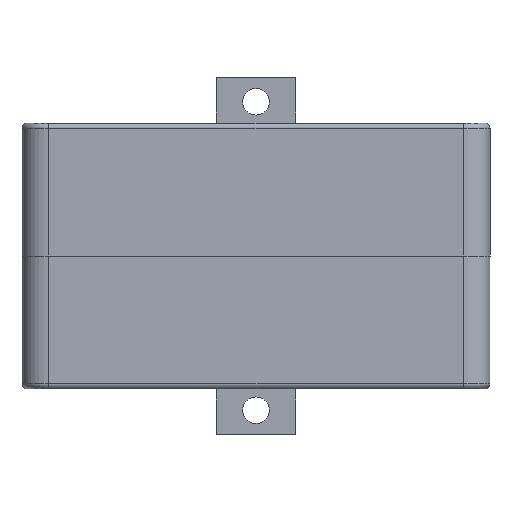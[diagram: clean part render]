
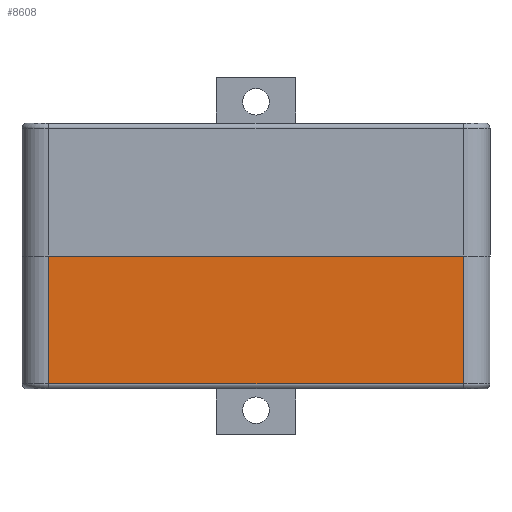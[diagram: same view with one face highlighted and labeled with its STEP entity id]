
A CAD part, front view. The second image highlights one B-rep face of the part: STEP entity #8608.
In plain terms, the highlighted planar face has unit normal (0, -1, 0).
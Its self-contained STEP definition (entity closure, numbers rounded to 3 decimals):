
#761 = DIRECTION ( 'NONE',  ( 0., 1., 0. ) ) ;
#4268 = CARTESIAN_POINT ( 'NONE',  ( -39., -46., 1. ) ) ;
#4871 = CARTESIAN_POINT ( 'NONE',  ( 0., -46., 1. ) ) ;
#5064 = DIRECTION ( 'NONE',  ( 1., 0., 0. ) ) ;
#5730 = ORIENTED_EDGE ( 'NONE', *, *, #15977, .F. ) ;
#8273 = VERTEX_POINT ( 'NONE', #50059 ) ;
#8608 = ADVANCED_FACE ( 'NONE', ( #48299 ), #52877, .F. ) ;
#9321 = LINE ( 'NONE', #9612, #19010 ) ;
#9612 = CARTESIAN_POINT ( 'NONE',  ( -39., -46., 2. ) ) ;
#11864 = VECTOR ( 'NONE', #5064, 1000. ) ;
#12963 = VERTEX_POINT ( 'NONE', #26539 ) ;
#15977 = EDGE_CURVE ( 'NONE', #8273, #33825, #48316, .T. ) ;
#19010 = VECTOR ( 'NONE', #36256, 1000. ) ;
#26058 = DIRECTION ( 'NONE',  ( 1., 0., 0. ) ) ;
#26539 = CARTESIAN_POINT ( 'NONE',  ( 39., -46., 1. ) ) ;
#27179 = EDGE_CURVE ( 'NONE', #8273, #49948, #9321, .T. ) ;
#30957 = LINE ( 'NONE', #4871, #41651 ) ;
#31830 = LINE ( 'NONE', #44122, #48207 ) ;
#33825 = VERTEX_POINT ( 'NONE', #50103 ) ;
#35421 = CARTESIAN_POINT ( 'NONE',  ( 0., -46., 2. ) ) ;
#36256 = DIRECTION ( 'NONE',  ( 0., 0., -1. ) ) ;
#37028 = ORIENTED_EDGE ( 'NONE', *, *, #27179, .T. ) ;
#39220 = EDGE_CURVE ( 'NONE', #49948, #12963, #30957, .T. ) ;
#41419 = ORIENTED_EDGE ( 'NONE', *, *, #39220, .T. ) ;
#41651 = VECTOR ( 'NONE', #26058, 1000. ) ;
#42191 = EDGE_LOOP ( 'NONE', ( #37028, #41419, #43134, #5730 ) ) ;
#43134 = ORIENTED_EDGE ( 'NONE', *, *, #48535, .F. ) ;
#44122 = CARTESIAN_POINT ( 'NONE',  ( 39., -46., 2. ) ) ;
#44291 = CARTESIAN_POINT ( 'NONE',  ( 0., -46., 25. ) ) ;
#44524 = AXIS2_PLACEMENT_3D ( 'NONE', #35421, #761, #44843 ) ;
#44843 = DIRECTION ( 'NONE',  ( -1., 0., 0. ) ) ;
#48207 = VECTOR ( 'NONE', #49277, 1000. ) ;
#48299 = FACE_OUTER_BOUND ( 'NONE', #42191, .T. ) ;
#48316 = LINE ( 'NONE', #44291, #11864 ) ;
#48535 = EDGE_CURVE ( 'NONE', #33825, #12963, #31830, .T. ) ;
#49277 = DIRECTION ( 'NONE',  ( 0., 0., -1. ) ) ;
#49948 = VERTEX_POINT ( 'NONE', #4268 ) ;
#50059 = CARTESIAN_POINT ( 'NONE',  ( -39., -46., 25. ) ) ;
#50103 = CARTESIAN_POINT ( 'NONE',  ( 39., -46., 25. ) ) ;
#52877 = PLANE ( 'NONE',  #44524 ) ;
